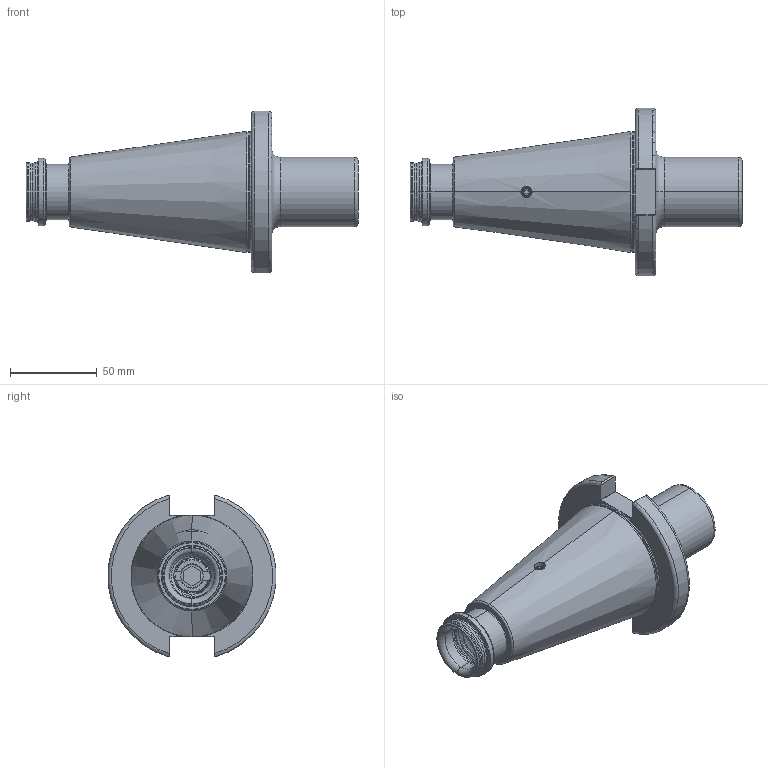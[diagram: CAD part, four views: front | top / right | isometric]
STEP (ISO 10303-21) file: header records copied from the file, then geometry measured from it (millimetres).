
FILE_DESCRIPTION (( 'STEP AP203' ), '1' );
FILE_NAME ('501.08.03.STEP', '2016-11-26T05:11:49', ( '' ), ( '' ), 'SwSTEP 2.0', 'SolidWorks 2012', '' );
FILE_SCHEMA (( 'CONFIG_CONTROL_DESIGN' ));
Length unit declared in the file: millimetre
Products named in the file (5): 2-02.000.0060100C2_M6xP01-10L; 501.08.03; 2-41371007AF_M24xP3_12L; 102.08.031_M12xP1.75-40L
Assembly tree (4 placements, depth 2):
  501.08.03
    501.08.03
    2-41371007AF_M24xP3_12L
    102.08.031_M12xP1.75-40L
    2-02.000.0060100C2_M6xP01-10L
Bounding box: 191.8 x 96.94 x 93.38 mm (x, y, z)
Volume: 362983.5 mm3; surface area: 65128.3 mm2
Topology: 4 solids, 4 shells, 331 faces, 877 edges, 559 vertices
Faces by surface type: cylinder 171, plane 64, torus 42, cone 41, bspline 13
Entity records: 23258 total; most frequent: CARTESIAN_POINT 15474, ORIENTED_EDGE 1750, DIRECTION 1334, EDGE_CURVE 875, VERTEX_POINT 559, AXIS2_PLACEMENT_3D 523, EDGE_LOOP 344, ADVANCED_FACE 331
